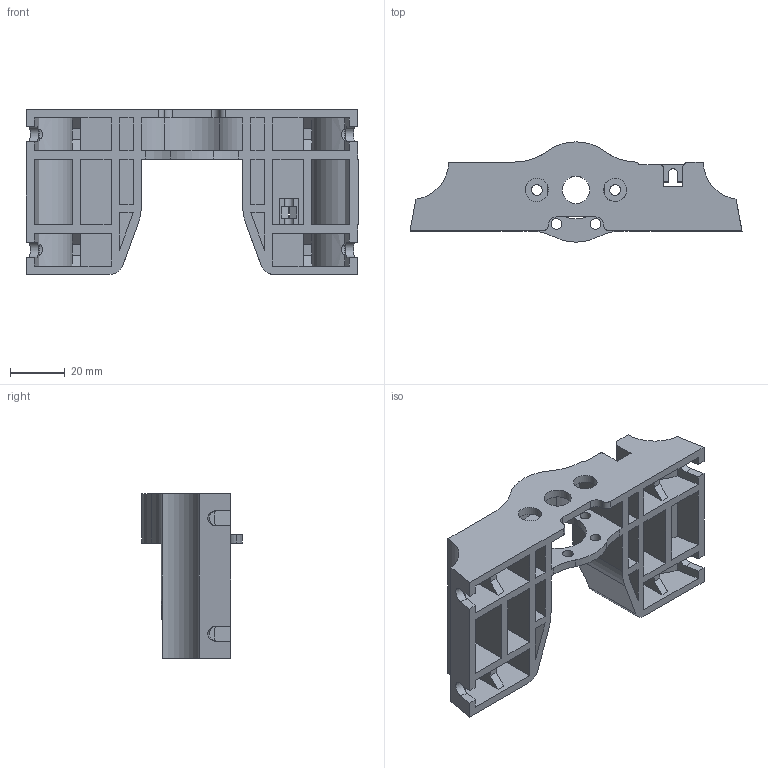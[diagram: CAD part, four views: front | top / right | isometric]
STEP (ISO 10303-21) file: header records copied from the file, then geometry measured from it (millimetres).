
FILE_DESCRIPTION((''),'2;1');
FILE_NAME('Z FOLLOWER.stp','2014-06-10T16:19:28',('jge'),(''),'Autodesk Inventor 2012','Autodesk Inventor 2012','');
FILE_SCHEMA(('AUTOMOTIVE_DESIGN { 1 0 10303 214 1 1 1 1 }'));
Length unit declared in the file: millimetre
Products named in the file (1): Z FOLLOWER
Bounding box: 120.88 x 36.5 x 60 mm (x, y, z)
Volume: 60147.4 mm3; surface area: 39075.6 mm2
Topology: 1 solids, 1 shells, 199 faces, 577 edges, 383 vertices
Faces by surface type: plane 147, cylinder 50, bspline 2
Full cylindrical faces by diameter (mm): 3.9 x4, 8.5 x2, 10 x1, 21 x1
Entity records: 6601 total; most frequent: CARTESIAN_POINT 1251, ORIENTED_EDGE 1132, DIRECTION 1059, EDGE_CURVE 566, VECTOR 455, LINE 455, VERTEX_POINT 380, AXIS2_PLACEMENT_3D 302
